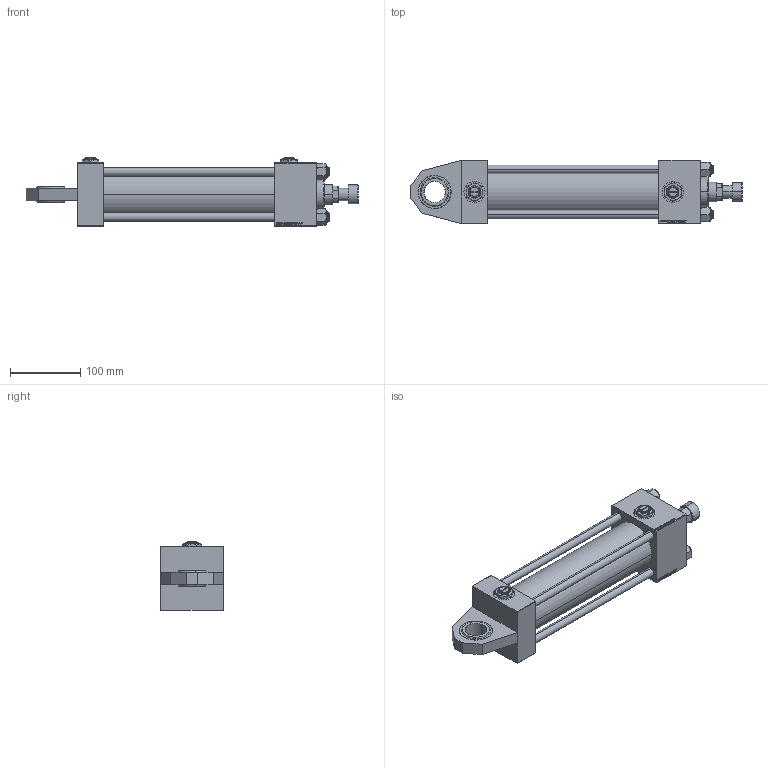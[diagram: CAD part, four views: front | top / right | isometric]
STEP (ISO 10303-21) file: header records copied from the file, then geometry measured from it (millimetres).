
FILE_DESCRIPTION (( 'STEP AP203' ), '1' );
FILE_NAME ('d871.STEP', '2023-08-23T00:19:10', ( '' ), ( '' ), 'SwSTEP 2.0', 'SolidWorks 2019', '' );
FILE_SCHEMA (( 'CONFIG_CONTROL_DESIGN' ));
Length unit declared in the file: millimetre
Products named in the file (9): V215CR_ROD_END_F 85d904a210dd7c3ffb6eca3f7be59db9; V215CR_J_Body 85d904a210dd7c3ffb6eca3f7be59db9; d871; Zatka_pro_OIL_PORT 85d904a210dd7c3ffb6eca3f7be59db9; V215_VC_A 85d904a210dd7c3ffb6eca3f7be59db9; V215CR_TYCINKA_J 85d904a210dd7c3ffb6eca3f7be59db9; V215CR_J_VNITRNI_KROUZEK 85d904a210dd7c3ffb6eca3f7be59db9; V215CR_VCP_J 85d904a210dd7c3ffb6eca3f7be59db9; NUT_M5_J 85d904a210dd7c3ffb6eca3f7be59db9
Assembly tree (15 placements, depth 2):
  d871
    V215CR_J_Body 85d904a210dd7c3ffb6eca3f7be59db9
    V215CR_J_VNITRNI_KROUZEK 85d904a210dd7c3ffb6eca3f7be59db9
    V215CR_VCP_J 85d904a210dd7c3ffb6eca3f7be59db9
    V215CR_TYCINKA_J 85d904a210dd7c3ffb6eca3f7be59db9  x4
    NUT_M5_J 85d904a210dd7c3ffb6eca3f7be59db9  x4
    V215_VC_A 85d904a210dd7c3ffb6eca3f7be59db9
    V215CR_ROD_END_F 85d904a210dd7c3ffb6eca3f7be59db9
    Zatka_pro_OIL_PORT 85d904a210dd7c3ffb6eca3f7be59db9  x2
Bounding box: 471 x 90 x 97 mm (x, y, z)
Volume: 1347032 mm3; surface area: 328281.1 mm2
Topology: 15 solids, 15 shells, 1260 faces, 3126 edges, 2015 vertices
Faces by surface type: plane 568, bspline 392, cone 172, cylinder 104, torus 24
Entity records: 52702 total; most frequent: CARTESIAN_POINT 27699, ORIENTED_EDGE 5552, DIRECTION 3651, EDGE_CURVE 2776, VERTEX_POINT 1813, LINE 1613, VECTOR 1613, EDGE_LOOP 1235
